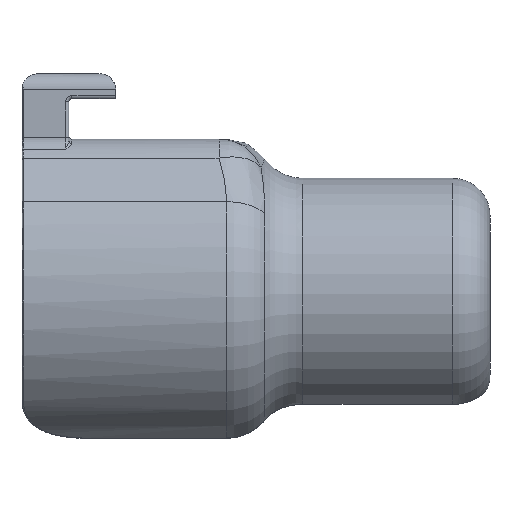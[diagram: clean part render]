
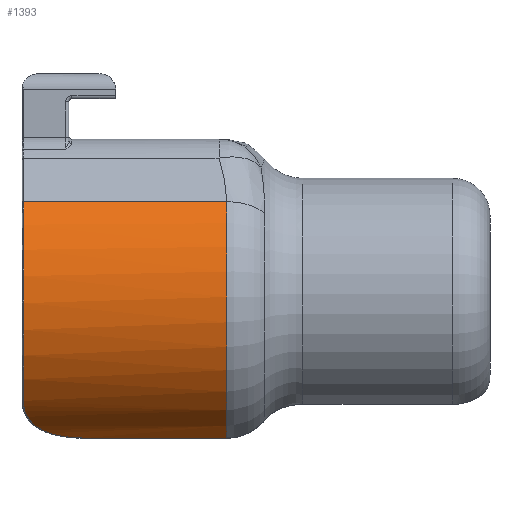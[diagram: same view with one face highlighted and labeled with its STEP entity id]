
A CAD part, left-side view. The second image highlights one B-rep face of the part: STEP entity #1393.
In plain terms, the highlighted cylindrical face has radius 50 mm (diameter 100 mm), a partial arc.
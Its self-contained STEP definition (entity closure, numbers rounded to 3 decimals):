
#122=CIRCLE('',#1526,50.);
#140=CIRCLE('',#1558,50.);
#242=FACE_OUTER_BOUND('',#333,.T.);
#333=EDGE_LOOP('',(#1158,#1159,#1160,#1161,#1162));
#406=LINE('',#2950,#465);
#416=LINE('',#3270,#475);
#465=VECTOR('',#1845,10.);
#475=VECTOR('',#1909,10.);
#514=B_SPLINE_CURVE_WITH_KNOTS('',3,(#2940,#2941,#2942,#2943,#2944,#2945,
#2946),.UNSPECIFIED.,.F.,.F.,(4,1,1,1,4),(0.,0.898,1.796,
2.694,3.143),.UNSPECIFIED.);
#618=VERTEX_POINT('',#2889);
#619=VERTEX_POINT('',#2893);
#620=VERTEX_POINT('',#2938);
#621=VERTEX_POINT('',#2948);
#635=VERTEX_POINT('',#3269);
#784=EDGE_CURVE('',#619,#618,#122,.T.);
#786=EDGE_CURVE('',#620,#619,#514,.T.);
#788=EDGE_CURVE('',#621,#620,#406,.T.);
#821=EDGE_CURVE('',#635,#618,#416,.T.);
#823=EDGE_CURVE('',#635,#621,#140,.T.);
#1158=ORIENTED_EDGE('',*,*,#784,.F.);
#1159=ORIENTED_EDGE('',*,*,#786,.F.);
#1160=ORIENTED_EDGE('',*,*,#788,.F.);
#1161=ORIENTED_EDGE('',*,*,#823,.F.);
#1162=ORIENTED_EDGE('',*,*,#821,.T.);
#1322=CYLINDRICAL_SURFACE('',#1557,50.);
#1393=ADVANCED_FACE('',(#242),#1322,.T.);
#1526=AXIS2_PLACEMENT_3D('',#2895,#1837,#1838);
#1557=AXIS2_PLACEMENT_3D('',#3276,#1910,#1911);
#1558=AXIS2_PLACEMENT_3D('',#3277,#1912,#1913);
#1837=DIRECTION('center_axis',(0.,1.,0.));
#1838=DIRECTION('ref_axis',(-0.999,0.,-0.052));
#1845=DIRECTION('',(0.,1.,0.));
#1909=DIRECTION('',(0.,1.,0.));
#1910=DIRECTION('center_axis',(0.,1.,0.));
#1911=DIRECTION('ref_axis',(0.,0.,1.));
#1912=DIRECTION('center_axis',(0.,-1.,0.));
#1913=DIRECTION('ref_axis',(0.,0.,-1.));
#2889=CARTESIAN_POINT('',(-40.,149.5,30.));
#2893=CARTESIAN_POINT('',(-36.808,149.5,-33.841));
#2895=CARTESIAN_POINT('Origin',(0.,149.5,0.));
#2938=CARTESIAN_POINT('',(-20.156,130.,-45.758));
#2940=CARTESIAN_POINT('Ctrl Pts',(-20.156,130.,-45.758));
#2941=CARTESIAN_POINT('Ctrl Pts',(-20.156,132.993,-45.758));
#2942=CARTESIAN_POINT('Ctrl Pts',(-21.486,138.978,-45.207));
#2943=CARTESIAN_POINT('Ctrl Pts',(-26.841,146.018,-42.409));
#2944=CARTESIAN_POINT('Ctrl Pts',(-32.567,149.068,-38.158));
#2945=CARTESIAN_POINT('Ctrl Pts',(-35.784,149.5,-34.954));
#2946=CARTESIAN_POINT('Ctrl Pts',(-36.808,149.5,-33.841));
#2948=CARTESIAN_POINT('',(-20.156,84.367,-45.758));
#2950=CARTESIAN_POINT('',(-20.156,0.,-45.758));
#3269=CARTESIAN_POINT('',(-40.,84.367,30.));
#3270=CARTESIAN_POINT('',(-40.,0.,30.));
#3276=CARTESIAN_POINT('Origin',(0.,0.,0.));
#3277=CARTESIAN_POINT('Origin',(0.,84.367,0.));
